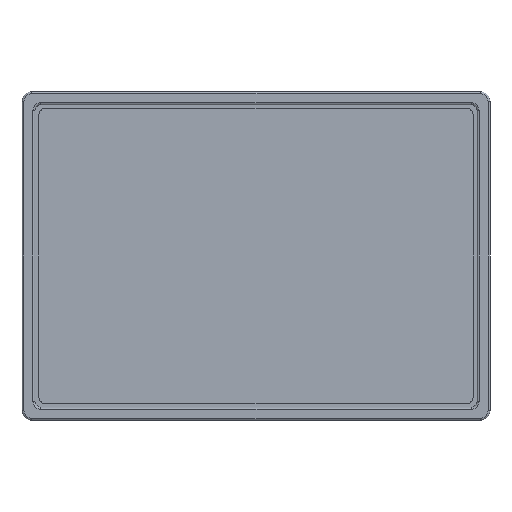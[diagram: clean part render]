
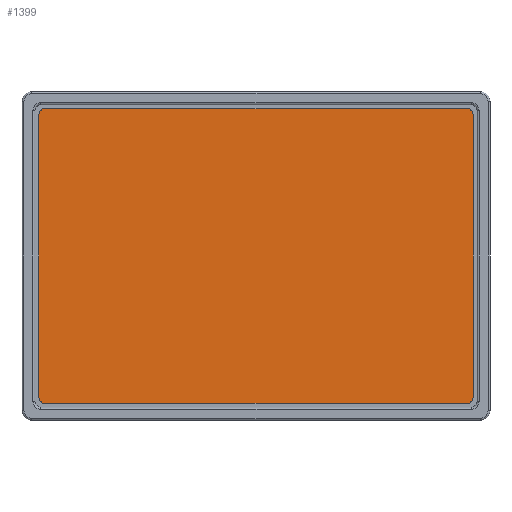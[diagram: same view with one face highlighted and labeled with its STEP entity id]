
A CAD part, front view. The second image highlights one B-rep face of the part: STEP entity #1399.
In plain terms, the highlighted planar face has unit normal (0, -1, 0).
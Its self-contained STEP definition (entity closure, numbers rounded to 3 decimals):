
#1257 = VERTEX_POINT('',#1258);
#1258 = CARTESIAN_POINT('',(-109.,-4.5,71.));
#1264 = EDGE_CURVE('',#1257,#1265,#1267,.T.);
#1265 = VERTEX_POINT('',#1266);
#1266 = CARTESIAN_POINT('',(-109.,-4.5,-71.));
#1267 = LINE('',#1268,#1269);
#1268 = CARTESIAN_POINT('',(-109.,-4.5,74.));
#1269 = VECTOR('',#1270,1.);
#1270 = DIRECTION('',(0.,0.,-1.));
#1355 = VERTEX_POINT('',#1356);
#1356 = CARTESIAN_POINT('',(-106.,-4.5,74.));
#1362 = EDGE_CURVE('',#1257,#1355,#1363,.T.);
#1363 = CIRCLE('',#1364,3.);
#1364 = AXIS2_PLACEMENT_3D('',#1365,#1366,#1367);
#1365 = CARTESIAN_POINT('',(-106.,-4.5,71.));
#1366 = DIRECTION('',(-0.,1.,0.));
#1367 = DIRECTION('',(0.,0.,-1.));
#1380 = VERTEX_POINT('',#1381);
#1381 = CARTESIAN_POINT('',(-106.,-4.5,-74.));
#1387 = EDGE_CURVE('',#1265,#1380,#1388,.T.);
#1388 = CIRCLE('',#1389,3.);
#1389 = AXIS2_PLACEMENT_3D('',#1390,#1391,#1392);
#1390 = CARTESIAN_POINT('',(-106.,-4.5,-71.));
#1391 = DIRECTION('',(0.,-1.,0.));
#1392 = DIRECTION('',(0.,0.,-1.));
#1399 = ADVANCED_FACE('',(#1400),#1445,.F.);
#1400 = FACE_BOUND('',#1401,.F.);
#1401 = EDGE_LOOP('',(#1402,#1403,#1404,#1412,#1421,#1429,#1438,#1444));
#1402 = ORIENTED_EDGE('',*,*,#1264,.F.);
#1403 = ORIENTED_EDGE('',*,*,#1362,.T.);
#1404 = ORIENTED_EDGE('',*,*,#1405,.F.);
#1405 = EDGE_CURVE('',#1406,#1355,#1408,.T.);
#1406 = VERTEX_POINT('',#1407);
#1407 = CARTESIAN_POINT('',(106.,-4.5,74.));
#1408 = LINE('',#1409,#1410);
#1409 = CARTESIAN_POINT('',(109.,-4.5,74.));
#1410 = VECTOR('',#1411,1.);
#1411 = DIRECTION('',(-1.,0.,0.));
#1412 = ORIENTED_EDGE('',*,*,#1413,.F.);
#1413 = EDGE_CURVE('',#1414,#1406,#1416,.T.);
#1414 = VERTEX_POINT('',#1415);
#1415 = CARTESIAN_POINT('',(109.,-4.5,71.));
#1416 = CIRCLE('',#1417,3.);
#1417 = AXIS2_PLACEMENT_3D('',#1418,#1419,#1420);
#1418 = CARTESIAN_POINT('',(106.,-4.5,71.));
#1419 = DIRECTION('',(0.,-1.,0.));
#1420 = DIRECTION('',(0.,0.,-1.));
#1421 = ORIENTED_EDGE('',*,*,#1422,.F.);
#1422 = EDGE_CURVE('',#1423,#1414,#1425,.T.);
#1423 = VERTEX_POINT('',#1424);
#1424 = CARTESIAN_POINT('',(109.,-4.5,-71.));
#1425 = LINE('',#1426,#1427);
#1426 = CARTESIAN_POINT('',(109.,-4.5,-74.));
#1427 = VECTOR('',#1428,1.);
#1428 = DIRECTION('',(0.,0.,1.));
#1429 = ORIENTED_EDGE('',*,*,#1430,.F.);
#1430 = EDGE_CURVE('',#1431,#1423,#1433,.T.);
#1431 = VERTEX_POINT('',#1432);
#1432 = CARTESIAN_POINT('',(106.,-4.5,-74.));
#1433 = CIRCLE('',#1434,3.);
#1434 = AXIS2_PLACEMENT_3D('',#1435,#1436,#1437);
#1435 = CARTESIAN_POINT('',(106.,-4.5,-71.));
#1436 = DIRECTION('',(0.,-1.,0.));
#1437 = DIRECTION('',(0.,0.,-1.));
#1438 = ORIENTED_EDGE('',*,*,#1439,.F.);
#1439 = EDGE_CURVE('',#1380,#1431,#1440,.T.);
#1440 = LINE('',#1441,#1442);
#1441 = CARTESIAN_POINT('',(-109.,-4.5,-74.));
#1442 = VECTOR('',#1443,1.);
#1443 = DIRECTION('',(1.,0.,0.));
#1444 = ORIENTED_EDGE('',*,*,#1387,.F.);
#1445 = PLANE('',#1446);
#1446 = AXIS2_PLACEMENT_3D('',#1447,#1448,#1449);
#1447 = CARTESIAN_POINT('',(0.,-4.5,0.));
#1448 = DIRECTION('',(0.,1.,0.));
#1449 = DIRECTION('',(0.,0.,1.));
